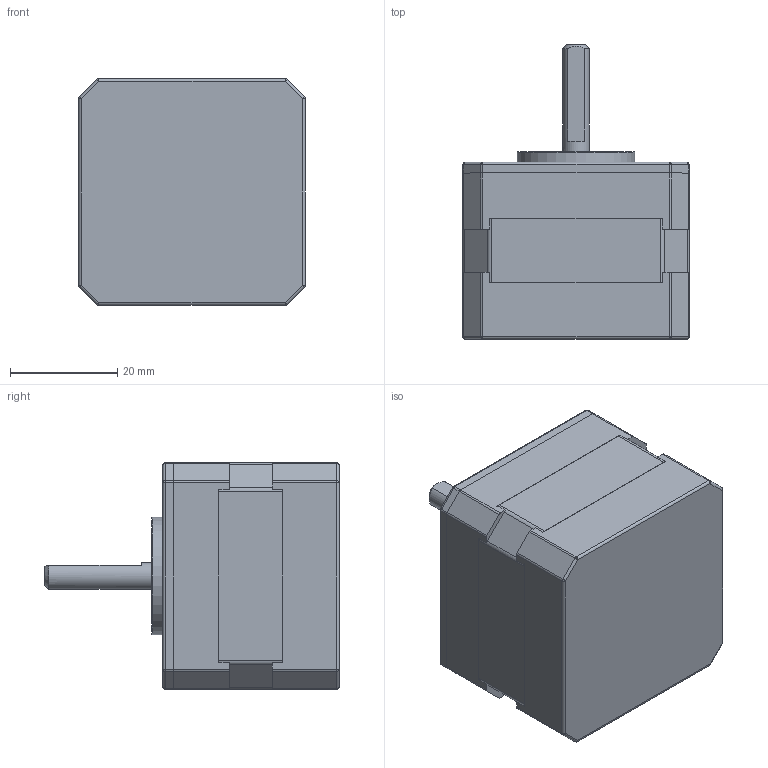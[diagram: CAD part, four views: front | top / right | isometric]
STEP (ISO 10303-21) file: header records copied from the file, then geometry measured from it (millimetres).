
FILE_DESCRIPTION(/* description */ (''),/* implementation_level */ '2;1');
FILE_NAME(/* name */ '324 NEMA-17 Stepper Motor.step',/* time_stamp */ '2021-02-28T17:10:18-05:00',/* author */ (''),/* organization */ (''),/* preprocessor_version */ 'ST-DEVELOPER v18.1',/* originating_system */ 'Autodesk Translation Framework v9.7.1.1290',/* authorisation */ '');
FILE_SCHEMA (('AUTOMOTIVE_DESIGN { 1 0 10303 214 3 1 1 }'));
Length unit declared in the file: millimetre
Products named in the file (3): (Unsaved); Main Stepper Body; Shaft
Assembly tree (2 placements, depth 2):
  (Unsaved)
    Main Stepper Body
    Shaft
Bounding box: 42.3 x 55 x 42.3 mm (x, y, z)
Volume: 58666.4 mm3; surface area: 20261.1 mm2
Topology: 5 solids, 5 shells, 266 faces, 698 edges, 449 vertices
Faces by surface type: cylinder 160, plane 67, sphere 16, bspline 16, torus 5, cone 2
Full cylindrical faces by diameter (mm): 2 x1, 2.671 x24, 3.07 x12, 5 x1, 10 x1, 22 x1
Entity records: 15705 total; most frequent: CARTESIAN_POINT 9436, ORIENTED_EDGE 1396, DIRECTION 1123, EDGE_CURVE 698, VERTEX_POINT 449, AXIS2_PLACEMENT_3D 415, LINE 293, VECTOR 293
